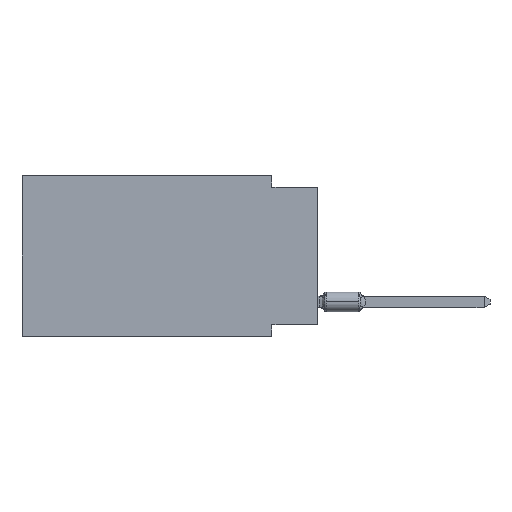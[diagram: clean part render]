
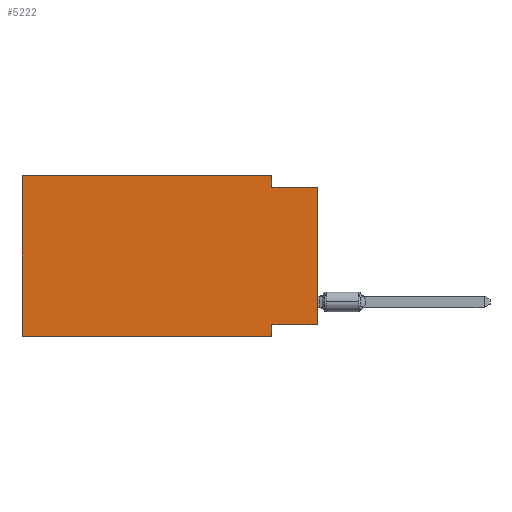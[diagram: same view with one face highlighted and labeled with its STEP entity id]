
A CAD part, left-side view. The second image highlights one B-rep face of the part: STEP entity #5222.
In plain terms, the highlighted planar face has unit normal (-1, 0, 0).
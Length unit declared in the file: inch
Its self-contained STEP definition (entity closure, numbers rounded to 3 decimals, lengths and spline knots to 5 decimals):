
#178 = LINE ( 'NONE', #4496, #1937 ) ;
#389 = ORIENTED_EDGE ( 'NONE', *, *, #4792, .F. ) ;
#646 = DIRECTION ( 'NONE',  ( 0., 0., 1. ) ) ;
#1090 = VECTOR ( 'NONE', #4343, 39.37008 ) ;
#1190 = VERTEX_POINT ( 'NONE', #7018 ) ;
#1327 = DIRECTION ( 'NONE',  ( 0., 1., 0. ) ) ;
#1348 = LINE ( 'NONE', #11720, #11209 ) ;
#1409 = VERTEX_POINT ( 'NONE', #3384 ) ;
#1742 = PLANE ( 'NONE',  #7055 ) ;
#1803 = VERTEX_POINT ( 'NONE', #2018 ) ;
#1915 = CARTESIAN_POINT ( 'NONE',  ( 0., 0., -0.025 ) ) ;
#1937 = VECTOR ( 'NONE', #1327, 39.37008 ) ;
#2018 = CARTESIAN_POINT ( 'NONE',  ( 0., 0., -0.325 ) ) ;
#2071 = EDGE_CURVE ( 'NONE', #9712, #1190, #7818, .T. ) ;
#2908 = CARTESIAN_POINT ( 'NONE',  ( 0., 0.1, 0. ) ) ;
#3223 = VECTOR ( 'NONE', #8795, 39.37008 ) ;
#3257 = LINE ( 'NONE', #12414, #1090 ) ;
#3303 = CARTESIAN_POINT ( 'NONE',  ( 0., 0.1, -0.025 ) ) ;
#3384 = CARTESIAN_POINT ( 'NONE',  ( 0., 0.1, -0.325 ) ) ;
#4147 = CARTESIAN_POINT ( 'NONE',  ( 0., 0., -0.025 ) ) ;
#4343 = DIRECTION ( 'NONE',  ( 0., 0., -1. ) ) ;
#4481 = CARTESIAN_POINT ( 'NONE',  ( 0., 0.645, 0. ) ) ;
#4484 = ORIENTED_EDGE ( 'NONE', *, *, #12866, .T. ) ;
#4496 = CARTESIAN_POINT ( 'NONE',  ( 0., 0., -0.325 ) ) ;
#4624 = VERTEX_POINT ( 'NONE', #4147 ) ;
#4792 = EDGE_CURVE ( 'NONE', #1190, #10339, #10911, .T. ) ;
#5076 = ORIENTED_EDGE ( 'NONE', *, *, #8163, .F. ) ;
#5222 = ADVANCED_FACE ( 'NONE', ( #6798 ), #1742, .F. ) ;
#5301 = CARTESIAN_POINT ( 'NONE',  ( 0., 0.645, -0.35 ) ) ;
#5404 = EDGE_CURVE ( 'NONE', #5860, #11154, #10422, .T. ) ;
#5585 = ORIENTED_EDGE ( 'NONE', *, *, #10642, .F. ) ;
#5788 = DIRECTION ( 'NONE',  ( 0., 0., -1. ) ) ;
#5860 = VERTEX_POINT ( 'NONE', #7235 ) ;
#5965 = LINE ( 'NONE', #8007, #11882 ) ;
#5999 = VECTOR ( 'NONE', #8968, 39.37008 ) ;
#6705 = VECTOR ( 'NONE', #9887, 39.37008 ) ;
#6798 = FACE_OUTER_BOUND ( 'NONE', #7926, .T. ) ;
#7018 = CARTESIAN_POINT ( 'NONE',  ( 0., 0.1, 0. ) ) ;
#7055 = AXIS2_PLACEMENT_3D ( 'NONE', #10030, #12134, #5788 ) ;
#7235 = CARTESIAN_POINT ( 'NONE',  ( 0., 0.645, -0.35 ) ) ;
#7818 = LINE ( 'NONE', #10892, #6705 ) ;
#7926 = EDGE_LOOP ( 'NONE', ( #4484, #5585, #389, #8430, #13123, #10071, #11137, #5076 ) ) ;
#8007 = CARTESIAN_POINT ( 'NONE',  ( 0., 0., 0. ) ) ;
#8163 = EDGE_CURVE ( 'NONE', #1803, #1409, #178, .T. ) ;
#8382 = EDGE_CURVE ( 'NONE', #1409, #11154, #3257, .T. ) ;
#8430 = ORIENTED_EDGE ( 'NONE', *, *, #2071, .F. ) ;
#8795 = DIRECTION ( 'NONE',  ( 0., -1., 0. ) ) ;
#8941 = EDGE_CURVE ( 'NONE', #5860, #9712, #1348, .T. ) ;
#8968 = DIRECTION ( 'NONE',  ( 0., 0., -1. ) ) ;
#9478 = DIRECTION ( 'NONE',  ( 0., -1., 0. ) ) ;
#9510 = DIRECTION ( 'NONE',  ( 0., 0., 1. ) ) ;
#9712 = VERTEX_POINT ( 'NONE', #4481 ) ;
#9887 = DIRECTION ( 'NONE',  ( 0., -1., 0. ) ) ;
#10030 = CARTESIAN_POINT ( 'NONE',  ( 0., 0.645, 0. ) ) ;
#10071 = ORIENTED_EDGE ( 'NONE', *, *, #5404, .T. ) ;
#10339 = VERTEX_POINT ( 'NONE', #3303 ) ;
#10422 = LINE ( 'NONE', #5301, #12443 ) ;
#10642 = EDGE_CURVE ( 'NONE', #10339, #4624, #12169, .T. ) ;
#10892 = CARTESIAN_POINT ( 'NONE',  ( 0., 0.645, 0. ) ) ;
#10911 = LINE ( 'NONE', #2908, #5999 ) ;
#11137 = ORIENTED_EDGE ( 'NONE', *, *, #8382, .F. ) ;
#11154 = VERTEX_POINT ( 'NONE', #11591 ) ;
#11209 = VECTOR ( 'NONE', #9510, 39.37008 ) ;
#11591 = CARTESIAN_POINT ( 'NONE',  ( 0., 0.1, -0.35 ) ) ;
#11720 = CARTESIAN_POINT ( 'NONE',  ( 0., 0.645, 0. ) ) ;
#11882 = VECTOR ( 'NONE', #646, 39.37008 ) ;
#12134 = DIRECTION ( 'NONE',  ( 1., 0., 0. ) ) ;
#12169 = LINE ( 'NONE', #1915, #3223 ) ;
#12414 = CARTESIAN_POINT ( 'NONE',  ( 0., 0.1, -0.35 ) ) ;
#12443 = VECTOR ( 'NONE', #9478, 39.37008 ) ;
#12866 = EDGE_CURVE ( 'NONE', #1803, #4624, #5965, .T. ) ;
#13123 = ORIENTED_EDGE ( 'NONE', *, *, #8941, .F. ) ;
